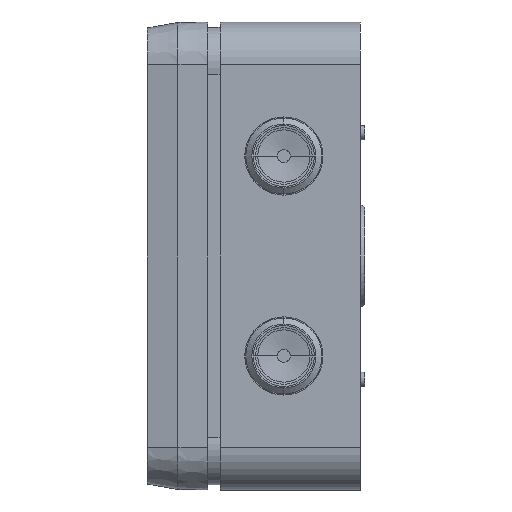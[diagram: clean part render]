
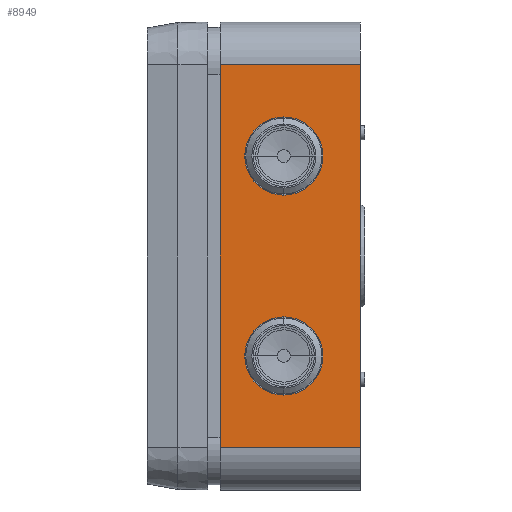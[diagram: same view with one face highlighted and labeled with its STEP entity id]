
A CAD part, left-side view. The second image highlights one B-rep face of the part: STEP entity #8949.
In plain terms, the highlighted planar face has unit normal (-1, 0, 0).
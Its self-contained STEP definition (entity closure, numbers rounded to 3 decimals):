
#57 = LINE ( 'NONE', #8385, #33311 ) ;
#989 = EDGE_CURVE ( 'NONE', #17042, #21558, #9850, .T. ) ;
#1814 = EDGE_CURVE ( 'NONE', #12423, #32829, #19730, .T. ) ;
#2114 = ORIENTED_EDGE ( 'NONE', *, *, #12646, .T. ) ;
#3294 = EDGE_CURVE ( 'NONE', #34899, #21558, #31578, .T. ) ;
#3437 = EDGE_CURVE ( 'NONE', #20452, #20826, #33043, .T. ) ;
#3881 = CARTESIAN_POINT ( 'NONE',  ( -55., 0., 45. ) ) ;
#4290 = DIRECTION ( 'NONE',  ( 0., -1., 0. ) ) ;
#4396 = EDGE_CURVE ( 'NONE', #20826, #20452, #34377, .T. ) ;
#6227 = CARTESIAN_POINT ( 'NONE',  ( -55., 0., -45. ) ) ;
#7039 = DIRECTION ( 'NONE',  ( -1., 0., 0. ) ) ;
#7489 = DIRECTION ( 'NONE',  ( 0., -1., 0. ) ) ;
#8385 = CARTESIAN_POINT ( 'NONE',  ( -55., 33., 45. ) ) ;
#8597 = PLANE ( 'NONE',  #10874 ) ;
#8790 = ORIENTED_EDGE ( 'NONE', *, *, #3437, .F. ) ;
#8949 = ADVANCED_FACE ( 'NONE', ( #30615, #16607, #14590 ), #8597, .F. ) ;
#9850 = LINE ( 'NONE', #18567, #17463 ) ;
#10677 = ORIENTED_EDGE ( 'NONE', *, *, #1814, .F. ) ;
#10874 = AXIS2_PLACEMENT_3D ( 'NONE', #11516, #27902, #19859 ) ;
#11516 = CARTESIAN_POINT ( 'NONE',  ( -55., 33., 45. ) ) ;
#11972 = CARTESIAN_POINT ( 'NONE',  ( -55., 18., 23.5 ) ) ;
#12320 = ORIENTED_EDGE ( 'NONE', *, *, #3294, .F. ) ;
#12412 = DIRECTION ( 'NONE',  ( 0., 0., 1. ) ) ;
#12423 = VERTEX_POINT ( 'NONE', #28449 ) ;
#12646 = EDGE_CURVE ( 'NONE', #20033, #17042, #15852, .T. ) ;
#13013 = CARTESIAN_POINT ( 'NONE',  ( -55., 18., 32.688 ) ) ;
#13948 = CARTESIAN_POINT ( 'NONE',  ( -55., 18., -23.5 ) ) ;
#14282 = ORIENTED_EDGE ( 'NONE', *, *, #4396, .F. ) ;
#14469 = CARTESIAN_POINT ( 'NONE',  ( -55., 33., -45. ) ) ;
#14590 = FACE_BOUND ( 'NONE', #28831, .T. ) ;
#15727 = DIRECTION ( 'NONE',  ( 0., 0., -1. ) ) ;
#15852 = LINE ( 'NONE', #35292, #23102 ) ;
#16116 = CARTESIAN_POINT ( 'NONE',  ( -55., 18., 23.5 ) ) ;
#16208 = AXIS2_PLACEMENT_3D ( 'NONE', #19834, #28585, #17126 ) ;
#16607 = FACE_BOUND ( 'NONE', #26135, .T. ) ;
#17042 = VERTEX_POINT ( 'NONE', #6227 ) ;
#17126 = DIRECTION ( 'NONE',  ( 0., 0., 1. ) ) ;
#17463 = VECTOR ( 'NONE', #12412, 1000. ) ;
#17476 = ORIENTED_EDGE ( 'NONE', *, *, #989, .T. ) ;
#17649 = CIRCLE ( 'NONE', #24033, 9.188 ) ;
#18119 = DIRECTION ( 'NONE',  ( 0., 0., -1. ) ) ;
#18141 = ORIENTED_EDGE ( 'NONE', *, *, #21763, .F. ) ;
#18567 = CARTESIAN_POINT ( 'NONE',  ( -55., 0., 45. ) ) ;
#18653 = DIRECTION ( 'NONE',  ( -1., 0., 0. ) ) ;
#19730 = CIRCLE ( 'NONE', #31932, 9.188 ) ;
#19834 = CARTESIAN_POINT ( 'NONE',  ( -55., 18., -23.5 ) ) ;
#19859 = DIRECTION ( 'NONE',  ( 0., 0., -1. ) ) ;
#20033 = VERTEX_POINT ( 'NONE', #14469 ) ;
#20452 = VERTEX_POINT ( 'NONE', #26065 ) ;
#20826 = VERTEX_POINT ( 'NONE', #29231 ) ;
#20999 = CARTESIAN_POINT ( 'NONE',  ( -55., 33., 45. ) ) ;
#21558 = VERTEX_POINT ( 'NONE', #3881 ) ;
#21624 = AXIS2_PLACEMENT_3D ( 'NONE', #13948, #25049, #23739 ) ;
#21763 = EDGE_CURVE ( 'NONE', #32829, #12423, #17649, .T. ) ;
#23102 = VECTOR ( 'NONE', #7489, 1000. ) ;
#23739 = DIRECTION ( 'NONE',  ( 0., 0., 1. ) ) ;
#24033 = AXIS2_PLACEMENT_3D ( 'NONE', #16116, #18653, #15727 ) ;
#24335 = VECTOR ( 'NONE', #4290, 1000. ) ;
#25049 = DIRECTION ( 'NONE',  ( -1., 0., 0. ) ) ;
#26065 = CARTESIAN_POINT ( 'NONE',  ( -55., 18., -32.688 ) ) ;
#26135 = EDGE_LOOP ( 'NONE', ( #14282, #8790 ) ) ;
#26665 = EDGE_LOOP ( 'NONE', ( #17476, #12320, #32250, #2114 ) ) ;
#27902 = DIRECTION ( 'NONE',  ( 1., 0., 0. ) ) ;
#28449 = CARTESIAN_POINT ( 'NONE',  ( -55., 18., 14.312 ) ) ;
#28585 = DIRECTION ( 'NONE',  ( -1., 0., 0. ) ) ;
#28831 = EDGE_LOOP ( 'NONE', ( #18141, #10677 ) ) ;
#29199 = CARTESIAN_POINT ( 'NONE',  ( -55., 33., 45. ) ) ;
#29231 = CARTESIAN_POINT ( 'NONE',  ( -55., 18., -14.312 ) ) ;
#30573 = DIRECTION ( 'NONE',  ( 0., 0., 1. ) ) ;
#30615 = FACE_OUTER_BOUND ( 'NONE', #26665, .T. ) ;
#31578 = LINE ( 'NONE', #29199, #24335 ) ;
#31932 = AXIS2_PLACEMENT_3D ( 'NONE', #11972, #7039, #18119 ) ;
#32250 = ORIENTED_EDGE ( 'NONE', *, *, #33862, .F. ) ;
#32829 = VERTEX_POINT ( 'NONE', #13013 ) ;
#33043 = CIRCLE ( 'NONE', #16208, 9.188 ) ;
#33311 = VECTOR ( 'NONE', #30573, 1000. ) ;
#33862 = EDGE_CURVE ( 'NONE', #20033, #34899, #57, .T. ) ;
#34377 = CIRCLE ( 'NONE', #21624, 9.188 ) ;
#34899 = VERTEX_POINT ( 'NONE', #20999 ) ;
#35292 = CARTESIAN_POINT ( 'NONE',  ( -55., 33., -45. ) ) ;
